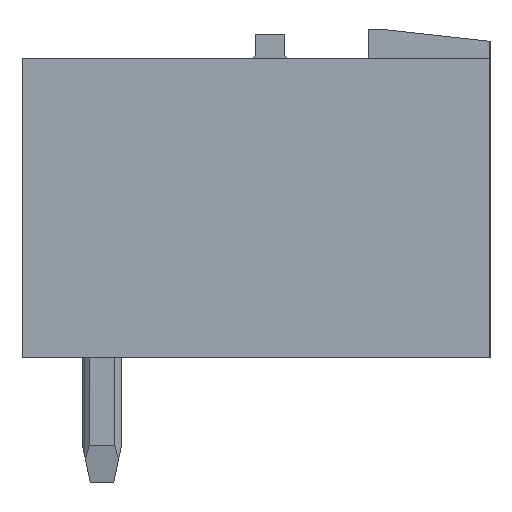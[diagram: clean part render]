
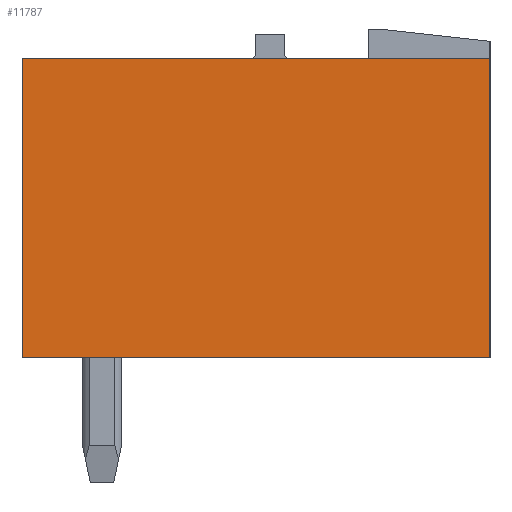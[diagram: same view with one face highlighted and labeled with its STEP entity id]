
A CAD part, left-side view. The second image highlights one B-rep face of the part: STEP entity #11787.
In plain terms, the highlighted planar face has unit normal (-1, 0, 0).
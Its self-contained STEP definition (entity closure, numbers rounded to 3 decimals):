
#11779=AXIS2_PLACEMENT_3D('Plane Axis2P3D',#11776,#11777,#11778) ;
#581=CARTESIAN_POINT('Vertex',(0.,12.,10.88)) ;
#584=CARTESIAN_POINT('Line Origine',(0.,6.,10.88)) ;
#588=CARTESIAN_POINT('Vertex',(0.,0.,10.88)) ;
#977=CARTESIAN_POINT('Vertex',(0.,12.,3.2)) ;
#980=CARTESIAN_POINT('Line Origine',(0.,12.,7.04)) ;
#1008=CARTESIAN_POINT('Vertex',(0.,0.,3.2)) ;
#1011=CARTESIAN_POINT('Line Origine',(0.,6.,3.2)) ;
#6114=CARTESIAN_POINT('Line Origine',(0.,0.,7.04)) ;
#11776=CARTESIAN_POINT('Axis2P3D Location',(0.,0.,0.)) ;
#585=DIRECTION('Vector Direction',(0.,1.,0.)) ;
#981=DIRECTION('Vector Direction',(0.,0.,1.)) ;
#1012=DIRECTION('Vector Direction',(0.,1.,0.)) ;
#6115=DIRECTION('Vector Direction',(0.,0.,-1.)) ;
#11777=DIRECTION('Axis2P3D Direction',(-1.,0.,0.)) ;
#11778=DIRECTION('Axis2P3D XDirection',(0.,-1.,0.)) ;
#586=VECTOR('Line Direction',#585,1.) ;
#982=VECTOR('Line Direction',#981,1.) ;
#1013=VECTOR('Line Direction',#1012,1.) ;
#6116=VECTOR('Line Direction',#6115,1.) ;
#11782=ORIENTED_EDGE('',*,*,#6118,.T.) ;
#11783=ORIENTED_EDGE('',*,*,#590,.T.) ;
#11784=ORIENTED_EDGE('',*,*,#984,.T.) ;
#11785=ORIENTED_EDGE('',*,*,#1015,.T.) ;
#11787=ADVANCED_FACE('Housing',(#11786),#11780,.T.) ;
#590=EDGE_CURVE('',#589,#582,#587,.T.) ;
#984=EDGE_CURVE('',#582,#978,#983,.F.) ;
#1015=EDGE_CURVE('',#978,#1009,#1014,.F.) ;
#6118=EDGE_CURVE('',#1009,#589,#6117,.F.) ;
#11781=EDGE_LOOP('',(#11782,#11783,#11784,#11785)) ;
#11786=FACE_OUTER_BOUND('',#11781,.T.) ;
#587=LINE('Line',#584,#586) ;
#983=LINE('Line',#980,#982) ;
#1014=LINE('Line',#1011,#1013) ;
#6117=LINE('Line',#6114,#6116) ;
#11780=PLANE('',#11779) ;
#582=VERTEX_POINT('',#581) ;
#589=VERTEX_POINT('',#588) ;
#978=VERTEX_POINT('',#977) ;
#1009=VERTEX_POINT('',#1008) ;
